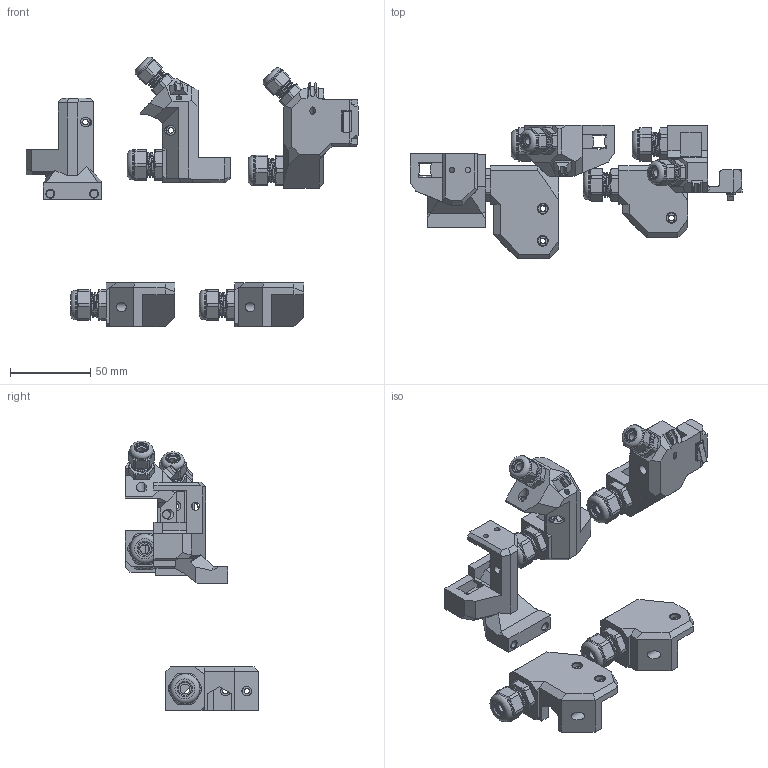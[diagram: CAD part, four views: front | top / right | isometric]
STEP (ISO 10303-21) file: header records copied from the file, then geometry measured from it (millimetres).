
FILE_DESCRIPTION(/* description */ (''),/* implementation_level */ '2;1');
FILE_NAME(/* name */ 'Zumbilical for v2.4 v7.step',/* time_stamp */ '2024-02-23T15:41:07-06:00',/* author */ (''),/* organization */ (''),/* preprocessor_version */ 'ST-DEVELOPER v20',/* originating_system */ 'Autodesk Translation Framework v12.20.1.177',/* authorisation */ '');
FILE_SCHEMA (('AUTOMOTIVE_DESIGN { 1 0 10303 214 3 1 1 }'));
Products named in the file (14): Zumbilical for v2.4; BSide_Klikcy; Zumbilical_Bed Frame mount; A_Drive_Umbilical; printed A drive umbilical; Y endstop Cap; A drive umbilical main body; support ; Hardware - printed A drive umbilical; KW10 Microswitch; Microswitch; Lever; 69915K46_Plastic Submersible Cord Grip; 69915K112_Plastic Submersible Cord Grip
Assembly tree (17 placements, depth 5):
  Zumbilical for v2.4
    BSide_Klikcy
    Zumbilical_Bed Frame mount
      69915K112_Plastic Submersible Cord Grip  x2
    A_Drive_Umbilical
      69915K46_Plastic Submersible Cord Grip
      69915K112_Plastic Submersible Cord Grip
    printed A drive umbilical
      Y endstop Cap
      A drive umbilical main body
        support 
      Hardware - printed A drive umbilical
        KW10 Microswitch
          Microswitch
          Lever
        69915K46_Plastic Submersible Cord Grip
        69915K112_Plastic Submersible Cord Grip
Bounding box: 206.31 x 83.07 x 167.62 mm (x, y, z)
Volume: 165583.1 mm3; surface area: 87129.8 mm2
Topology: 28 solids, 28 shells, 1296 faces, 3439 edges, 2218 vertices
Faces by surface type: plane 679, cylinder 334, cone 153, bspline 87, torus 37, sphere 6
Full cylindrical faces by diameter (mm): 0.4 x3, 1.2 x3, 2 x3, 2.8 x1, 3 x1, 3.4 x14, 4.7 x3, 5 x2, 6 x10, 6.5 x4, 8 x8, 8.547 x4, 10.543 x8, 10.595 x4, 11.43 x7, 12.5 x8, 12.65 x7, 13.085 x8, 14.01 x16, 14.5 x2, 15.2 x16, 15.35 x16, 18.5 x4
Entity records: 51605 total; most frequent: CARTESIAN_POINT 27596, ORIENTED_EDGE 5226, DIRECTION 4432, EDGE_CURVE 2613, LINE 1704, VECTOR 1704, VERTEX_POINT 1698, AXIS2_PLACEMENT_3D 1364
